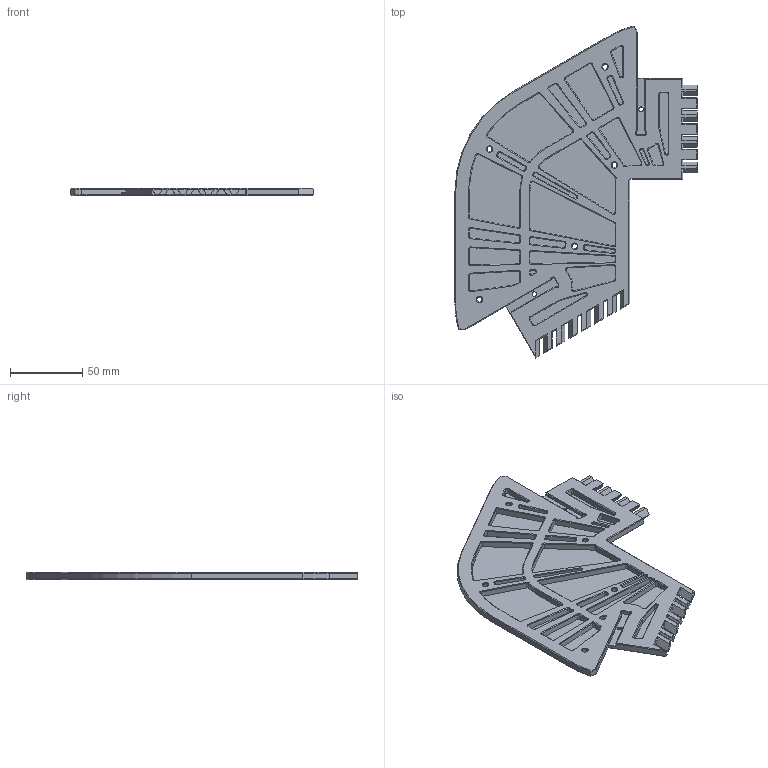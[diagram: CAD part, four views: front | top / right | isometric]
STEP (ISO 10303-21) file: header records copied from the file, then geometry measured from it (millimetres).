
FILE_DESCRIPTION (( 'STEP AP214' ), '1' );
FILE_NAME ('frame_bottom_right.STEP', '2023-05-01T22:41:17', ( '' ), ( '' ), 'SwSTEP 2.0', 'SolidWorks 2021', '' );
FILE_SCHEMA (( 'AUTOMOTIVE_DESIGN' ));
Length unit declared in the file: millimetre
Products named in the file (1): frame_bottom_right
Bounding box: 167.78 x 230.07 x 5 mm (x, y, z)
Volume: 72290.5 mm3; surface area: 60683.9 mm2
Topology: 1 solids, 1 shells, 833 faces, 2096 edges, 1305 vertices
Faces by surface type: plane 447, cone 181, cylinder 160, bspline 45
Entity records: 26887 total; most frequent: CARTESIAN_POINT 6852, ORIENTED_EDGE 4192, DIRECTION 4085, EDGE_CURVE 2096, LINE 1481, VECTOR 1481, VERTEX_POINT 1305, AXIS2_PLACEMENT_3D 1302
